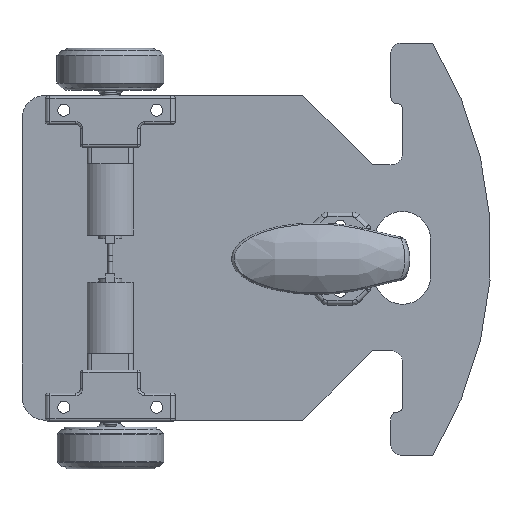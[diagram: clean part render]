
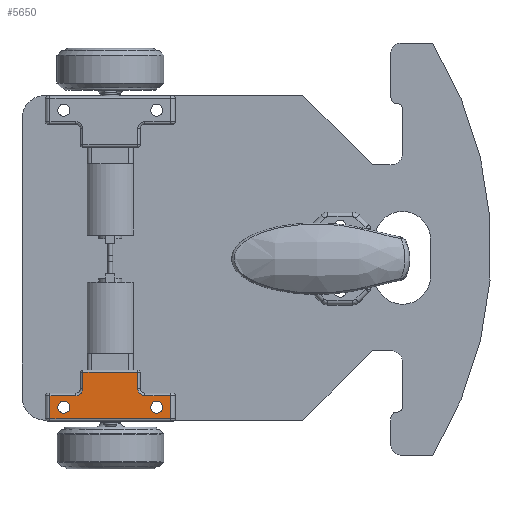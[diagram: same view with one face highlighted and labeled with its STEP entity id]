
A CAD part, front view. The second image highlights one B-rep face of the part: STEP entity #5650.
In plain terms, the highlighted planar face has unit normal (0, -1, 0).
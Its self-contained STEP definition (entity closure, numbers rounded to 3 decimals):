
#367=FACE_BOUND('',#1029,.T.);
#368=FACE_BOUND('',#1030,.T.);
#443=PLANE('',#6242);
#643=FACE_OUTER_BOUND('',#1028,.T.);
#1028=EDGE_LOOP('',(#4361,#4362,#4363,#4364,#4365,#4366,#4367,#4368,#4369,
#4370));
#1029=EDGE_LOOP('',(#4371));
#1030=EDGE_LOOP('',(#4372));
#1424=LINE('',#9034,#1779);
#1425=LINE('',#9076,#1780);
#1430=LINE('',#9126,#1785);
#1436=LINE('',#9181,#1791);
#1438=LINE('',#9193,#1793);
#1440=LINE('',#9196,#1795);
#1456=LINE('',#9254,#1811);
#1463=LINE('',#9265,#1818);
#1779=VECTOR('',#7236,10.);
#1780=VECTOR('',#7263,10.);
#1785=VECTOR('',#7298,10.);
#1791=VECTOR('',#7342,10.);
#1793=VECTOR('',#7356,10.);
#1795=VECTOR('',#7360,10.);
#1811=VECTOR('',#7422,10.);
#1818=VECTOR('',#7437,10.);
#2076=CIRCLE('',#6149,1.5);
#2119=CIRCLE('',#6204,1.5);
#2134=CIRCLE('',#6243,1.3);
#2135=CIRCLE('',#6244,1.3);
#2525=VERTEX_POINT('',#9015);
#2529=VERTEX_POINT('',#9024);
#2530=VERTEX_POINT('',#9025);
#2537=VERTEX_POINT('',#9061);
#2541=VERTEX_POINT('',#9070);
#2553=VERTEX_POINT('',#9119);
#2556=VERTEX_POINT('',#9130);
#2565=VERTEX_POINT('',#9174);
#2569=VERTEX_POINT('',#9186);
#2570=VERTEX_POINT('',#9188);
#2583=VERTEX_POINT('',#9279);
#2584=VERTEX_POINT('',#9281);
#3124=EDGE_CURVE('',#2529,#2530,#2076,.T.);
#3129=EDGE_CURVE('',#2530,#2525,#1424,.T.);
#3141=EDGE_CURVE('',#2541,#2529,#1425,.T.);
#3158=EDGE_CURVE('',#2537,#2553,#1430,.T.);
#3178=EDGE_CURVE('',#2553,#2565,#1436,.T.);
#3181=EDGE_CURVE('',#2569,#2570,#2119,.T.);
#3184=EDGE_CURVE('',#2565,#2569,#1438,.T.);
#3186=EDGE_CURVE('',#2570,#2556,#1440,.T.);
#3213=EDGE_CURVE('',#2556,#2541,#1456,.T.);
#3220=EDGE_CURVE('',#2525,#2537,#1463,.T.);
#3226=EDGE_CURVE('',#2583,#2583,#2134,.T.);
#3227=EDGE_CURVE('',#2584,#2584,#2135,.T.);
#4361=ORIENTED_EDGE('',*,*,#3181,.F.);
#4362=ORIENTED_EDGE('',*,*,#3184,.F.);
#4363=ORIENTED_EDGE('',*,*,#3178,.F.);
#4364=ORIENTED_EDGE('',*,*,#3158,.F.);
#4365=ORIENTED_EDGE('',*,*,#3220,.F.);
#4366=ORIENTED_EDGE('',*,*,#3129,.F.);
#4367=ORIENTED_EDGE('',*,*,#3124,.F.);
#4368=ORIENTED_EDGE('',*,*,#3141,.F.);
#4369=ORIENTED_EDGE('',*,*,#3213,.F.);
#4370=ORIENTED_EDGE('',*,*,#3186,.F.);
#4371=ORIENTED_EDGE('',*,*,#3226,.T.);
#4372=ORIENTED_EDGE('',*,*,#3227,.T.);
#5650=ADVANCED_FACE('',(#643,#367,#368),#443,.T.);
#6149=AXIS2_PLACEMENT_3D('',#9026,#7225,#7226);
#6204=AXIS2_PLACEMENT_3D('',#9189,#7349,#7350);
#6242=AXIS2_PLACEMENT_3D('',#9278,#7455,#7456);
#6243=AXIS2_PLACEMENT_3D('',#9280,#7457,#7458);
#6244=AXIS2_PLACEMENT_3D('',#9282,#7459,#7460);
#7225=DIRECTION('center_axis',(0.,-1.,0.));
#7226=DIRECTION('ref_axis',(-0.707,0.,-0.707));
#7236=DIRECTION('',(1.,0.,0.));
#7263=DIRECTION('',(0.,0.,-1.));
#7298=DIRECTION('',(-1.,0.,0.));
#7342=DIRECTION('',(0.,0.,1.));
#7349=DIRECTION('center_axis',(0.,-1.,0.));
#7350=DIRECTION('ref_axis',(0.707,0.,-0.707));
#7356=DIRECTION('',(1.,0.,0.));
#7360=DIRECTION('',(0.,0.,1.));
#7422=DIRECTION('',(1.,0.,0.));
#7437=DIRECTION('',(0.,0.,-1.));
#7455=DIRECTION('center_axis',(0.,-1.,0.));
#7456=DIRECTION('ref_axis',(1.,0.,0.));
#7457=DIRECTION('center_axis',(0.,1.,0.));
#7458=DIRECTION('ref_axis',(1.,0.,0.));
#7459=DIRECTION('center_axis',(0.,1.,0.));
#7460=DIRECTION('ref_axis',(1.,0.,0.));
#9015=CARTESIAN_POINT('',(13.,-7.5,5.5));
#9024=CARTESIAN_POINT('',(5.901,-7.5,7.));
#9025=CARTESIAN_POINT('',(7.401,-7.5,5.5));
#9026=CARTESIAN_POINT('Origin',(7.401,-7.5,7.));
#9034=CARTESIAN_POINT('',(-7.,-7.5,5.5));
#9061=CARTESIAN_POINT('',(13.,-7.5,0.5));
#9070=CARTESIAN_POINT('',(5.901,-7.5,10.5));
#9076=CARTESIAN_POINT('',(5.901,-7.5,3.));
#9119=CARTESIAN_POINT('',(-13.,-7.5,0.5));
#9126=CARTESIAN_POINT('',(-7.,-7.5,0.5));
#9130=CARTESIAN_POINT('',(-5.901,-7.5,10.5));
#9174=CARTESIAN_POINT('',(-13.,-7.5,5.5));
#9181=CARTESIAN_POINT('',(-13.,-7.5,0.));
#9186=CARTESIAN_POINT('',(-7.401,-7.5,5.5));
#9188=CARTESIAN_POINT('',(-5.901,-7.5,7.));
#9189=CARTESIAN_POINT('Origin',(-7.401,-7.5,7.));
#9193=CARTESIAN_POINT('',(-7.,-7.5,5.5));
#9196=CARTESIAN_POINT('',(-5.901,-7.5,3.));
#9254=CARTESIAN_POINT('',(-7.,-7.5,10.5));
#9265=CARTESIAN_POINT('',(13.,-7.5,0.));
#9278=CARTESIAN_POINT('Origin',(-14.,-7.5,0.));
#9279=CARTESIAN_POINT('',(-11.3,-7.5,3.));
#9280=CARTESIAN_POINT('Origin',(-10.,-7.5,3.));
#9281=CARTESIAN_POINT('',(8.7,-7.5,3.));
#9282=CARTESIAN_POINT('Origin',(10.,-7.5,3.));
